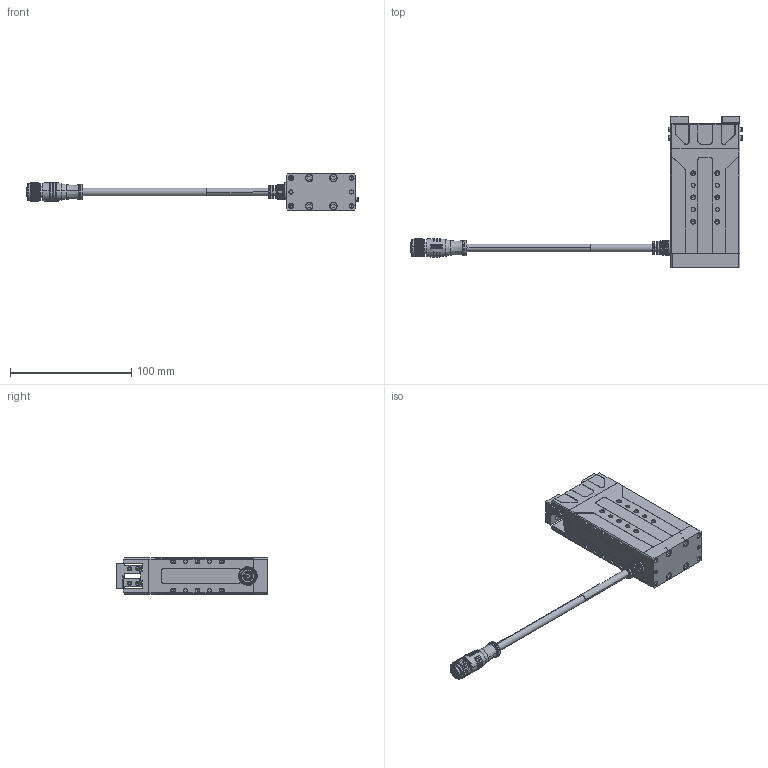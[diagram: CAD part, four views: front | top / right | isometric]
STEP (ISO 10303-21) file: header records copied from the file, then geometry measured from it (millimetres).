
FILE_DESCRIPTION (( 'STEP AP203' ), '1' );
FILE_NAME ('PGE-100-26-O-S_20220615_V2.STEP', '2022-06-16T06:10:24', ( '' ), ( '' ), 'SwSTEP 2.0', 'SolidWorks 2020', '' );
FILE_SCHEMA (( 'CONFIG_CONTROL_DESIGN' ));
Length unit declared in the file: millimetre
Products named in the file (13): 复件 PGE100-26_指尖基座_V1^PGE100-26基座-2_PGE-100-26-O-S_20220615_V2; PGE100-26_U倛盓殤_V1; PGE100-26價釱-2^PGE-100-26-O-S_20220615_V2; PGE100-26-綴裔_V1; PGE-100-26-O-S_20220615_V2; PGE100-26價釱-1^PGE-100-26-O-S_20220615_V2; M4x12-芛噤5.5-苤埴翐芛; PGE100-26翋璃; PGE100-26-翋褲_V1; M12-PGE-ぱ籵厙帣V1; PGE100-26_硌潑價釱_V1; 囀鞠褒M2-4蹟佪
Assembly tree (23 placements, depth 4):
  PGE-100-26-O-S_20220615_V2
    PGE100-26翋璃
      PGE100-26_U倛盓殤_V1
      PGE100-26-翋褲_V1
      PGE100-26-綴裔_V1
      M12-PGE-ぱ籵厙帣V1
      M4x12-芛噤5.5-苤埴翐芛  x4
    PGE100-26價釱-1^PGE-100-26-O-S_20220615_V2
      PGE100-26_硌潑價釱_V1
        PGE100-26_硌潑價釱_V1
      囀鞠褒M2-4蹟佪  x4
    PGE100-26價釱-2^PGE-100-26-O-S_20220615_V2
      复件 PGE100-26_指尖基座_V1^PGE100-26基座-2_PGE-100-26-O-S_20220615_V2
        PGE100-26_硌潑價釱_V1
      囀鞠褒M2-4蹟佪  x4
Bounding box: 273.8 x 125 x 30 mm (x, y, z)
Volume: 192015.1 mm3; surface area: 52343.4 mm2
Topology: 17 solids, 20 shells, 1518 faces, 3760 edges, 2330 vertices
Faces by surface type: plane 580, cylinder 354, cone 304, bspline 237, torus 43
Full cylindrical faces by diameter (mm): 11.1 x3
Entity records: 53815 total; most frequent: CARTESIAN_POINT 23771, ORIENTED_EDGE 6312, DIRECTION 5248, EDGE_CURVE 3160, VERTEX_POINT 2005, AXIS2_PLACEMENT_3D 1928, EDGE_LOOP 1419, VECTOR 1392
